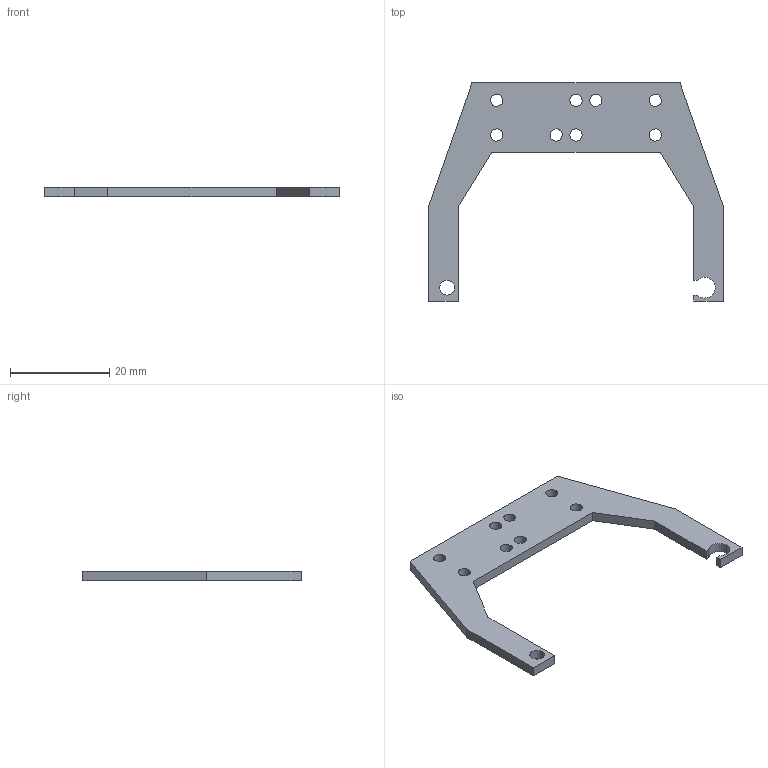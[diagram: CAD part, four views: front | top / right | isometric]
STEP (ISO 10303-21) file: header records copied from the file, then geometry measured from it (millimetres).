
FILE_DESCRIPTION(('CATIA V5 STEP Exchange','CAx-IF Rec.Pracs.--- Model Styling and Organization---1.4--- 2014-01-23'),'2;1');
FILE_NAME ('029429-2_0_1983920000_1983920000.stp','2022-03-16T07:54:51+00:00',('none'),('Weidmueller'),'CATIA Version 5-6 Release 2016 SP3 HF44','CATIA V5 STEP AP214','none');
FILE_SCHEMA(('AUTOMOTIVE_DESIGN { 1 0 10303 214 1 1 1 1 }'));
Length unit declared in the file: millimetre
Products named in the file (1): 1983920000
Bounding box: 59.5 x 44 x 2 mm (x, y, z)
Volume: 1977.1 mm3; surface area: 2621.9 mm2
Topology: 1 solids, 1 shells, 36 faces, 102 edges, 68 vertices
Faces by surface type: cylinder 19, plane 17
Entity records: 1149 total; most frequent: ORIENTED_EDGE 204, CARTESIAN_POINT 196, DIRECTION 152, EDGE_CURVE 102, VERTEX_POINT 68, AXIS2_PLACEMENT_3D 64, VECTOR 64, LINE 64
